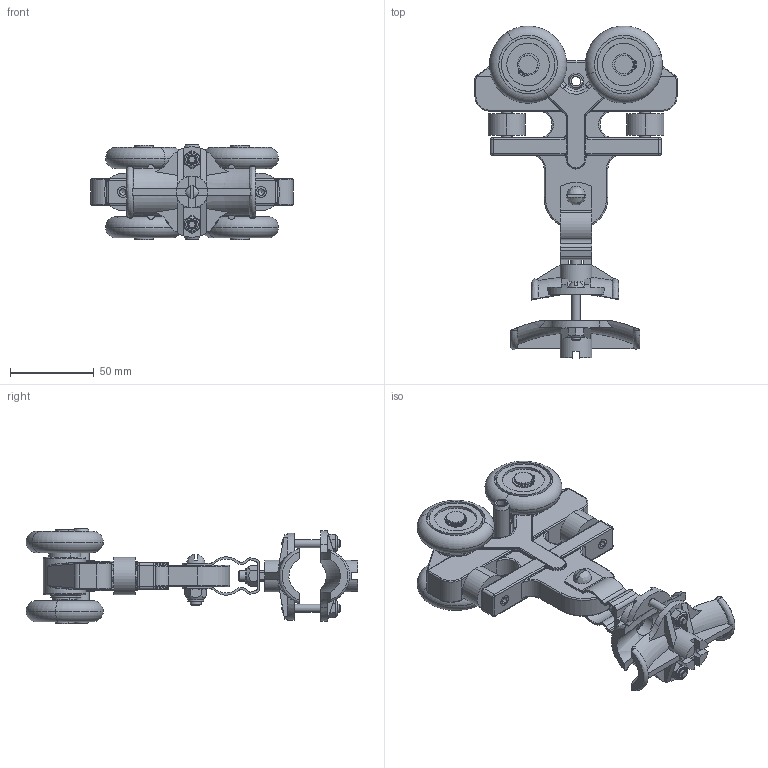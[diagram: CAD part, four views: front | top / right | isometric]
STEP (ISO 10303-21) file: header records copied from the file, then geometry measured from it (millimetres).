
FILE_DESCRIPTION(/* description */ ('ETA-4/5 FESTOON TROLLEY W/SMALL SADDLE (1/2")'),/* implementation_level */ '2;1');
FILE_NAME(/* name */ '20155.stp',/* time_stamp */ '2025-02-07T08:47:55-05:00',/* author */ ('JNWHW'),/* organization */ (''),/* preprocessor_version */ 'ST-DEVELOPER v19.2',/* originating_system */ 'Autodesk Inventor 2023',/* authorisation */ '');
FILE_SCHEMA (('AUTOMOTIVE_DESIGN { 1 0 10303 214 3 1 1 }'));
Length unit declared in the file: inch
Products named in the file (15): 20155; 20150; 59900.ipt; 3D1165B4C.ipt; 3D11G6B4A.ipt; 3D1129B4B.ipt; 3D11E6B4A.ipt; 3D11U9B4B.iam; 70040.ipt; 3D11T2B4A.ipt; 50492; 26200; 61030; 78185; 52010
Assembly tree (24 placements, depth 4):
  20155
    20150
      59900.ipt
      3D1165B4C.ipt  x2
      3D11G6B4A.ipt  x2
      3D1129B4B.ipt  x4
      3D11E6B4A.ipt  x4
      3D11U9B4B.iam  x2
        70040.ipt
        3D11T2B4A.ipt
      50492
    26200
      61030
      78185
      52010  x2
Bounding box: 120.65 x 198.05 x 57.15 mm (x, y, z)
Volume: 227308.4 mm3; surface area: 90284.3 mm2
Topology: 23 solids, 23 shells, 1075 faces, 2593 edges, 1578 vertices
Faces by surface type: cylinder 440, plane 312, torus 129, bspline 101, cone 86, sphere 7
Full cylindrical faces by diameter (mm): 4.826 x6, 4.978 x2, 5.512 x4, 5.816 x2, 6.35 x6, 6.747 x2, 7.144 x2, 7.239 x1, 7.493 x1, 9.446 x2, 9.525 x2, 10.319 x1, 13.056 x1, 14.287 x2, 19.05 x1, 25.4 x2
Entity records: 28430 total; most frequent: CARTESIAN_POINT 9186, DIRECTION 3908, ORIENTED_EDGE 3852, EDGE_CURVE 1926, AXIS2_PLACEMENT_3D 1627, VERTEX_POINT 1178, EDGE_LOOP 888, FACE_OUTER_BOUND 805
